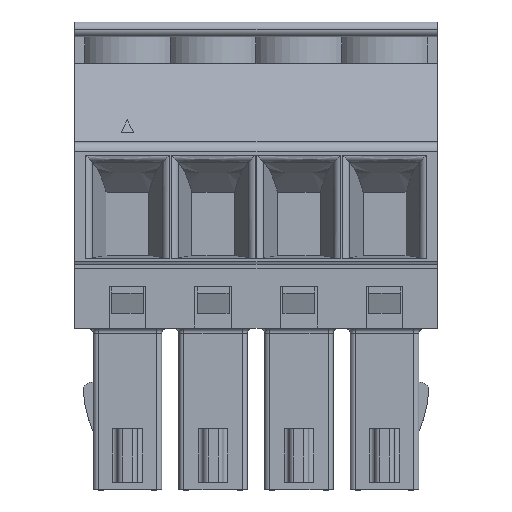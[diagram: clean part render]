
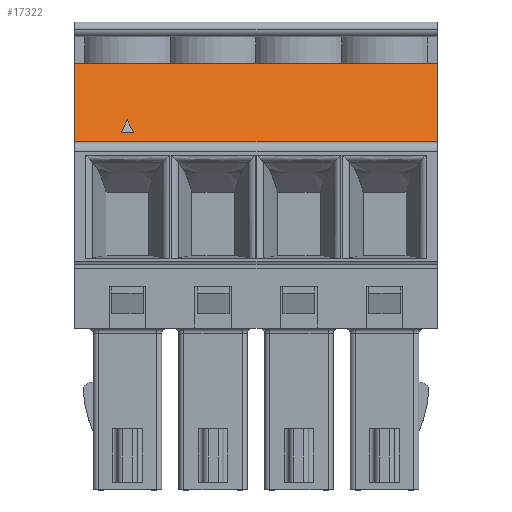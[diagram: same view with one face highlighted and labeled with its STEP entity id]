
A CAD part, top view. The second image highlights one B-rep face of the part: STEP entity #17322.
In plain terms, the highlighted planar face has unit normal (0, 0.346, 0.938).
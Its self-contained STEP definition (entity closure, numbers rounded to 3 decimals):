
#212 = CARTESIAN_POINT ( 'NONE',  ( 4.801, 9.799, 10.623 ) ) ;
#602 = DIRECTION ( 'NONE',  ( 0., -0.938, 0.346 ) ) ;
#652 = ORIENTED_EDGE ( 'NONE', *, *, #3617, .F. ) ;
#821 = VECTOR ( 'NONE', #15691, 1000. ) ;
#885 = DIRECTION ( 'NONE',  ( 1., 0., 0. ) ) ;
#1028 = LINE ( 'NONE', #17697, #6599 ) ;
#1630 = ORIENTED_EDGE ( 'NONE', *, *, #2857, .F. ) ;
#1851 = VECTOR ( 'NONE', #31468, 1000. ) ;
#2204 = CARTESIAN_POINT ( 'NONE',  ( 2.4, 14.6, 8.852 ) ) ;
#2332 = VERTEX_POINT ( 'NONE', #2204 ) ;
#2857 = EDGE_CURVE ( 'NONE', #13310, #2332, #11892, .T. ) ;
#2892 = FACE_BOUND ( 'NONE', #3990, .T. ) ;
#3617 = EDGE_CURVE ( 'NONE', #7856, #6102, #25778, .T. ) ;
#3953 = VERTEX_POINT ( 'NONE', #30898 ) ;
#3990 = EDGE_LOOP ( 'NONE', ( #15316, #1630, #24513 ) ) ;
#4017 = CARTESIAN_POINT ( 'NONE',  ( 0., 14.2, 9. ) ) ;
#4194 = EDGE_CURVE ( 'NONE', #7856, #33787, #17558, .T. ) ;
#5033 = EDGE_CURVE ( 'NONE', #2332, #3953, #18824, .T. ) ;
#6102 = VERTEX_POINT ( 'NONE', #8409 ) ;
#6599 = VECTOR ( 'NONE', #33707, 1000. ) ;
#6861 = CARTESIAN_POINT ( 'NONE',  ( 14.8, 14.2, 9. ) ) ;
#7181 = AXIS2_PLACEMENT_3D ( 'NONE', #16377, #29751, #602 ) ;
#7721 = CARTESIAN_POINT ( 'NONE',  ( 14.8, 17.4, 7.82 ) ) ;
#7793 = ORIENTED_EDGE ( 'NONE', *, *, #21691, .T. ) ;
#7856 = VERTEX_POINT ( 'NONE', #26683 ) ;
#8409 = CARTESIAN_POINT ( 'NONE',  ( 0., 14.2, 9. ) ) ;
#9226 = VECTOR ( 'NONE', #17670, 1000. ) ;
#10527 = DIRECTION ( 'NONE',  ( -0.425, 0.849, -0.313 ) ) ;
#11776 = ORIENTED_EDGE ( 'NONE', *, *, #26945, .F. ) ;
#11892 = LINE ( 'NONE', #25130, #12046 ) ;
#12046 = VECTOR ( 'NONE', #885, 1000. ) ;
#13310 = VERTEX_POINT ( 'NONE', #18322 ) ;
#15316 = ORIENTED_EDGE ( 'NONE', *, *, #5033, .F. ) ;
#15691 = DIRECTION ( 'NONE',  ( -1., 0., 0. ) ) ;
#16322 = CARTESIAN_POINT ( 'NONE',  ( 0., 17.4, 7.82 ) ) ;
#16377 = CARTESIAN_POINT ( 'NONE',  ( 14.8, 14.2, 9. ) ) ;
#17322 = ADVANCED_FACE ( 'NONE', ( #2892, #19726 ), #24847, .T. ) ;
#17558 = LINE ( 'NONE', #20558, #1851 ) ;
#17670 = DIRECTION ( 'NONE',  ( 0., 0.938, -0.346 ) ) ;
#17697 = CARTESIAN_POINT ( 'NONE',  ( 4.063, 18.926, 7.257 ) ) ;
#17844 = LINE ( 'NONE', #4017, #9226 ) ;
#17983 = LINE ( 'NONE', #7721, #821 ) ;
#18322 = CARTESIAN_POINT ( 'NONE',  ( 1.9, 14.6, 8.852 ) ) ;
#18420 = VERTEX_POINT ( 'NONE', #16322 ) ;
#18824 = LINE ( 'NONE', #212, #33245 ) ;
#19726 = FACE_OUTER_BOUND ( 'NONE', #31815, .T. ) ;
#20558 = CARTESIAN_POINT ( 'NONE',  ( 14.8, 14.2, 9. ) ) ;
#21691 = EDGE_CURVE ( 'NONE', #33787, #18420, #17983, .T. ) ;
#23878 = VECTOR ( 'NONE', #25258, 1000. ) ;
#23908 = EDGE_CURVE ( 'NONE', #3953, #13310, #1028, .T. ) ;
#24513 = ORIENTED_EDGE ( 'NONE', *, *, #23908, .F. ) ;
#24847 = PLANE ( 'NONE',  #7181 ) ;
#25130 = CARTESIAN_POINT ( 'NONE',  ( 14.8, 14.6, 8.852 ) ) ;
#25258 = DIRECTION ( 'NONE',  ( -1., 0., 0. ) ) ;
#25778 = LINE ( 'NONE', #6861, #23878 ) ;
#26094 = CARTESIAN_POINT ( 'NONE',  ( 14.8, 17.4, 7.82 ) ) ;
#26683 = CARTESIAN_POINT ( 'NONE',  ( 14.8, 14.2, 9. ) ) ;
#26945 = EDGE_CURVE ( 'NONE', #6102, #18420, #17844, .T. ) ;
#28364 = ORIENTED_EDGE ( 'NONE', *, *, #4194, .T. ) ;
#29751 = DIRECTION ( 'NONE',  ( 0., 0.346, 0.938 ) ) ;
#30898 = CARTESIAN_POINT ( 'NONE',  ( 2.15, 15.1, 8.668 ) ) ;
#31468 = DIRECTION ( 'NONE',  ( 0., 0.938, -0.346 ) ) ;
#31815 = EDGE_LOOP ( 'NONE', ( #11776, #652, #28364, #7793 ) ) ;
#33245 = VECTOR ( 'NONE', #10527, 1000. ) ;
#33707 = DIRECTION ( 'NONE',  ( -0.425, -0.849, 0.313 ) ) ;
#33787 = VERTEX_POINT ( 'NONE', #26094 ) ;
